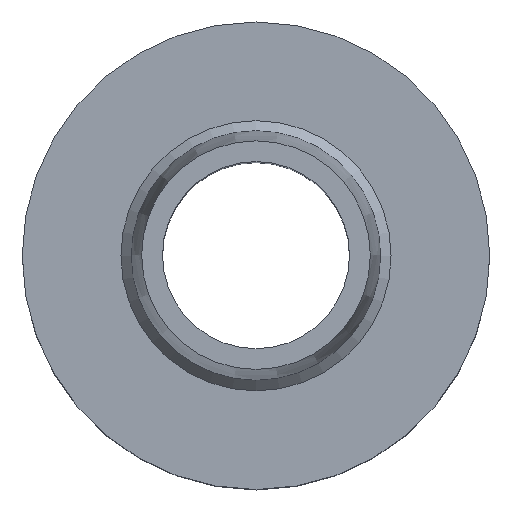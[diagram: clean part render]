
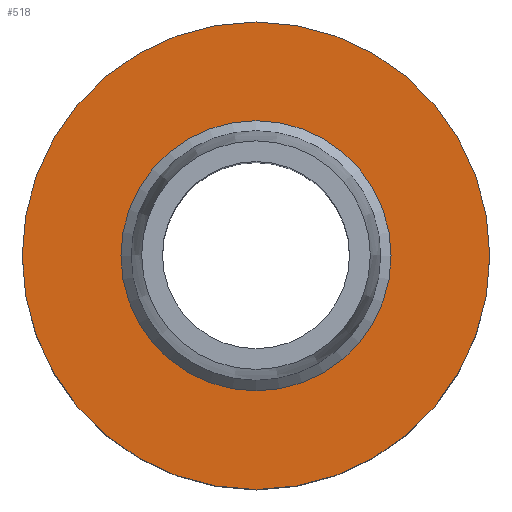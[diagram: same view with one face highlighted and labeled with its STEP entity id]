
A CAD part, top view. The second image highlights one B-rep face of the part: STEP entity #518.
In plain terms, the highlighted planar face has unit normal (0, 0, 1).
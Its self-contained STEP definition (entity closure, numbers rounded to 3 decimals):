
#15=FACE_BOUND('',#77,.T.);
#23=PLANE('',#563);
#48=FACE_OUTER_BOUND('',#76,.T.);
#76=EDGE_LOOP('',(#365));
#77=EDGE_LOOP('',(#366));
#199=CIRCLE('',#560,6.5);
#201=CIRCLE('',#564,11.25);
#232=VERTEX_POINT('',#791);
#234=VERTEX_POINT('',#799);
#282=EDGE_CURVE('',#232,#232,#199,.T.);
#285=EDGE_CURVE('',#234,#234,#201,.T.);
#365=ORIENTED_EDGE('',*,*,#285,.T.);
#366=ORIENTED_EDGE('',*,*,#282,.F.);
#518=ADVANCED_FACE('',(#48,#15),#23,.T.);
#560=AXIS2_PLACEMENT_3D('',#793,#626,#627);
#563=AXIS2_PLACEMENT_3D('',#798,#633,#634);
#564=AXIS2_PLACEMENT_3D('',#800,#635,#636);
#626=DIRECTION('center_axis',(0.,0.,1.));
#627=DIRECTION('ref_axis',(1.,0.,0.));
#633=DIRECTION('center_axis',(0.,0.,1.));
#634=DIRECTION('ref_axis',(1.,0.,0.));
#635=DIRECTION('center_axis',(0.,0.,1.));
#636=DIRECTION('ref_axis',(1.,0.,0.));
#791=CARTESIAN_POINT('',(-6.5,0.,-12.));
#793=CARTESIAN_POINT('Origin',(0.,0.,-12.));
#798=CARTESIAN_POINT('Origin',(0.,0.,-12.));
#799=CARTESIAN_POINT('',(-11.25,0.,-12.));
#800=CARTESIAN_POINT('Origin',(0.,0.,-12.));
